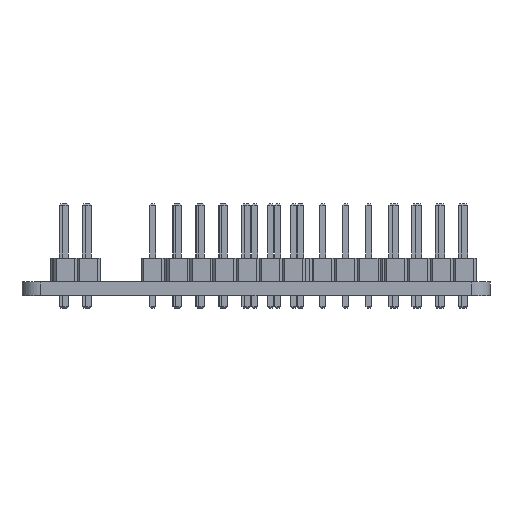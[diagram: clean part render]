
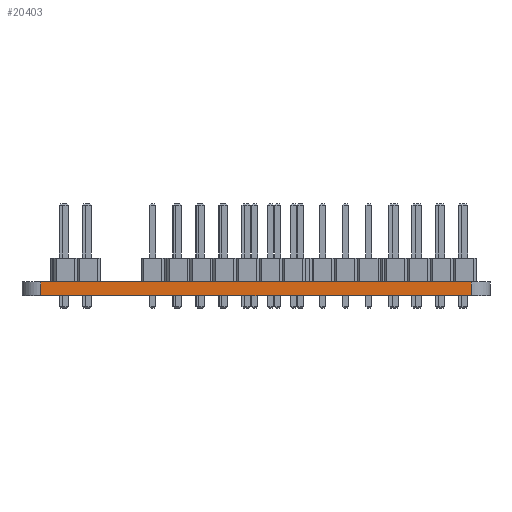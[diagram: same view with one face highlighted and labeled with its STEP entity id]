
A CAD part, left-side view. The second image highlights one B-rep face of the part: STEP entity #20403.
In plain terms, the highlighted planar face has unit normal (-1, 0, 0).
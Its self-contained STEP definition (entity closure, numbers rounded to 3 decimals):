
#19678 = VERTEX_POINT('',#19679);
#19679 = CARTESIAN_POINT('',(119.5,-34.3,0.));
#19686 = EDGE_CURVE('',#19687,#19678,#19689,.T.);
#19687 = VERTEX_POINT('',#19688);
#19688 = CARTESIAN_POINT('',(119.5,-81.8,0.));
#19689 = LINE('',#19690,#19691);
#19690 = CARTESIAN_POINT('',(119.5,-81.8,0.));
#19691 = VECTOR('',#19692,1.);
#19692 = DIRECTION('',(0.,1.,0.));
#20027 = VERTEX_POINT('',#20028);
#20028 = CARTESIAN_POINT('',(119.5,-34.3,1.51));
#20035 = EDGE_CURVE('',#20036,#20027,#20038,.T.);
#20036 = VERTEX_POINT('',#20037);
#20037 = CARTESIAN_POINT('',(119.5,-81.8,1.51));
#20038 = LINE('',#20039,#20040);
#20039 = CARTESIAN_POINT('',(119.5,-81.8,1.51));
#20040 = VECTOR('',#20041,1.);
#20041 = DIRECTION('',(0.,1.,0.));
#20373 = EDGE_CURVE('',#19678,#20027,#20374,.T.);
#20374 = LINE('',#20375,#20376);
#20375 = CARTESIAN_POINT('',(119.5,-34.3,0.));
#20376 = VECTOR('',#20377,1.);
#20377 = DIRECTION('',(0.,0.,1.));
#20403 = ADVANCED_FACE('',(#20404),#20415,.T.);
#20404 = FACE_BOUND('',#20405,.T.);
#20405 = EDGE_LOOP('',(#20406,#20412,#20413,#20414));
#20406 = ORIENTED_EDGE('',*,*,#20407,.T.);
#20407 = EDGE_CURVE('',#19687,#20036,#20408,.T.);
#20408 = LINE('',#20409,#20410);
#20409 = CARTESIAN_POINT('',(119.5,-81.8,0.));
#20410 = VECTOR('',#20411,1.);
#20411 = DIRECTION('',(0.,0.,1.));
#20412 = ORIENTED_EDGE('',*,*,#20035,.T.);
#20413 = ORIENTED_EDGE('',*,*,#20373,.F.);
#20414 = ORIENTED_EDGE('',*,*,#19686,.F.);
#20415 = PLANE('',#20416);
#20416 = AXIS2_PLACEMENT_3D('',#20417,#20418,#20419);
#20417 = CARTESIAN_POINT('',(119.5,-81.8,0.));
#20418 = DIRECTION('',(-1.,0.,0.));
#20419 = DIRECTION('',(0.,1.,0.));
